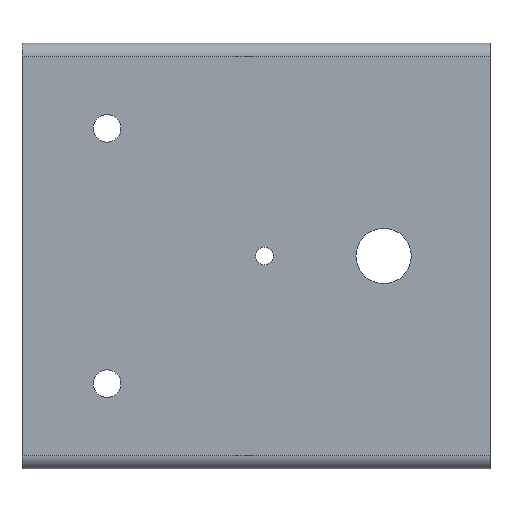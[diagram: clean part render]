
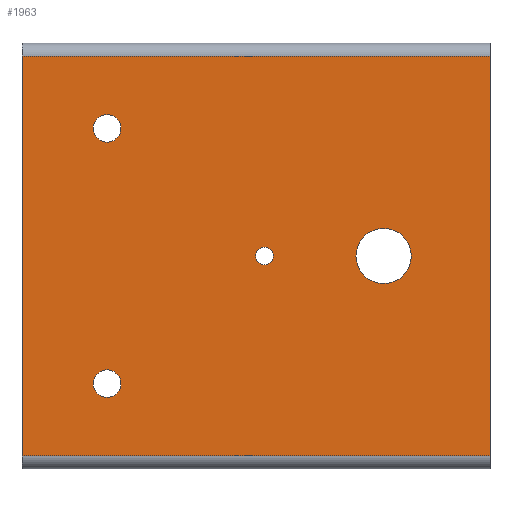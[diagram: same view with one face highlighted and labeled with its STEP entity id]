
A CAD part, front view. The second image highlights one B-rep face of the part: STEP entity #1963.
In plain terms, the highlighted planar face has unit normal (0, -1, 0).
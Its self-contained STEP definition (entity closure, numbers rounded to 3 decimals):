
#19 = CARTESIAN_POINT ( 'NONE',  ( 20., 0., -80. ) ) ;
#21 = CARTESIAN_POINT ( 'NONE',  ( 20., 0., -83.25 ) ) ;
#94 = VERTEX_POINT ( 'NONE', #153 ) ;
#138 = VERTEX_POINT ( 'NONE', #1342 ) ;
#144 = EDGE_CURVE ( 'NONE', #1542, #1073, #2197, .T. ) ;
#150 = VECTOR ( 'NONE', #1647, 1000. ) ;
#151 = AXIS2_PLACEMENT_3D ( 'NONE', #1276, #203, #1606 ) ;
#153 = CARTESIAN_POINT ( 'NONE',  ( 91.5, 0., -50. ) ) ;
#203 = DIRECTION ( 'NONE',  ( 0., 1., 0. ) ) ;
#212 = DIRECTION ( 'NONE',  ( 0., 0., -1. ) ) ;
#227 = AXIS2_PLACEMENT_3D ( 'NONE', #304, #990, #999 ) ;
#258 = AXIS2_PLACEMENT_3D ( 'NONE', #888, #376, #212 ) ;
#289 = DIRECTION ( 'NONE',  ( 1., 0., 0. ) ) ;
#302 = CARTESIAN_POINT ( 'NONE',  ( 110., 0., -97. ) ) ;
#304 = CARTESIAN_POINT ( 'NONE',  ( 20., 0., -80. ) ) ;
#308 = VERTEX_POINT ( 'NONE', #1589 ) ;
#316 = DIRECTION ( 'NONE',  ( 0., 0., -1. ) ) ;
#325 = DIRECTION ( 'NONE',  ( 0., 1., 0. ) ) ;
#328 = CIRCLE ( 'NONE', #1636, 3.25 ) ;
#329 = EDGE_LOOP ( 'NONE', ( #1527, #1339, #1946, #1862 ) ) ;
#337 = ORIENTED_EDGE ( 'NONE', *, *, #736, .F. ) ;
#353 = EDGE_LOOP ( 'NONE', ( #1540, #1246 ) ) ;
#376 = DIRECTION ( 'NONE',  ( 0., 1., 0. ) ) ;
#393 = VECTOR ( 'NONE', #557, 1000. ) ;
#397 = CIRCLE ( 'NONE', #1270, 2.1 ) ;
#403 = DIRECTION ( 'NONE',  ( 0., 1., 0. ) ) ;
#439 = AXIS2_PLACEMENT_3D ( 'NONE', #2080, #325, #316 ) ;
#523 = EDGE_CURVE ( 'NONE', #308, #582, #1340, .T. ) ;
#528 = CIRCLE ( 'NONE', #837, 2.1 ) ;
#557 = DIRECTION ( 'NONE',  ( 0., 0., 1. ) ) ;
#559 = FACE_OUTER_BOUND ( 'NONE', #329, .T. ) ;
#574 = DIRECTION ( 'NONE',  ( 0., 0., -1. ) ) ;
#576 = VERTEX_POINT ( 'NONE', #637 ) ;
#582 = VERTEX_POINT ( 'NONE', #302 ) ;
#637 = CARTESIAN_POINT ( 'NONE',  ( 0., 0., -3. ) ) ;
#680 = EDGE_LOOP ( 'NONE', ( #1345, #1806 ) ) ;
#719 = DIRECTION ( 'NONE',  ( -1., 0., 0. ) ) ;
#736 = EDGE_CURVE ( 'NONE', #1331, #1550, #528, .T. ) ;
#746 = ORIENTED_EDGE ( 'NONE', *, *, #1460, .T. ) ;
#749 = CARTESIAN_POINT ( 'NONE',  ( 57., 0., -50. ) ) ;
#753 = DIRECTION ( 'NONE',  ( 0., 0., -1. ) ) ;
#756 = LINE ( 'NONE', #1985, #150 ) ;
#818 = EDGE_CURVE ( 'NONE', #308, #576, #1783, .T. ) ;
#837 = AXIS2_PLACEMENT_3D ( 'NONE', #1905, #1934, #1375 ) ;
#848 = EDGE_LOOP ( 'NONE', ( #2084, #337 ) ) ;
#888 = CARTESIAN_POINT ( 'NONE',  ( 20., 0., -20. ) ) ;
#954 = AXIS2_PLACEMENT_3D ( 'NONE', #1763, #1596, #753 ) ;
#990 = DIRECTION ( 'NONE',  ( 0., 1., 0. ) ) ;
#999 = DIRECTION ( 'NONE',  ( 0., 0., -1. ) ) ;
#1023 = CARTESIAN_POINT ( 'NONE',  ( 110., 0., -3. ) ) ;
#1072 = PLANE ( 'NONE',  #954 ) ;
#1073 = VERTEX_POINT ( 'NONE', #21 ) ;
#1085 = DIRECTION ( 'NONE',  ( 0., 0., -1. ) ) ;
#1101 = VECTOR ( 'NONE', #289, 1000. ) ;
#1118 = EDGE_CURVE ( 'NONE', #2045, #576, #2071, .T. ) ;
#1149 = VERTEX_POINT ( 'NONE', #1738 ) ;
#1221 = EDGE_CURVE ( 'NONE', #1149, #2201, #328, .T. ) ;
#1240 = CIRCLE ( 'NONE', #258, 3.25 ) ;
#1245 = FACE_BOUND ( 'NONE', #848, .T. ) ;
#1246 = ORIENTED_EDGE ( 'NONE', *, *, #1865, .T. ) ;
#1258 = DIRECTION ( 'NONE',  ( 0., 1., 0. ) ) ;
#1270 = AXIS2_PLACEMENT_3D ( 'NONE', #749, #1592, #1085 ) ;
#1276 = CARTESIAN_POINT ( 'NONE',  ( 85., 0., -50. ) ) ;
#1293 = EDGE_CURVE ( 'NONE', #1550, #1331, #397, .T. ) ;
#1309 = CARTESIAN_POINT ( 'NONE',  ( 57., 0., -47.9 ) ) ;
#1318 = CIRCLE ( 'NONE', #1461, 3.25 ) ;
#1331 = VERTEX_POINT ( 'NONE', #1309 ) ;
#1336 = ORIENTED_EDGE ( 'NONE', *, *, #1929, .T. ) ;
#1339 = ORIENTED_EDGE ( 'NONE', *, *, #523, .T. ) ;
#1340 = LINE ( 'NONE', #2215, #1101 ) ;
#1342 = CARTESIAN_POINT ( 'NONE',  ( 78.5, 0., -50. ) ) ;
#1345 = ORIENTED_EDGE ( 'NONE', *, *, #144, .T. ) ;
#1369 = CARTESIAN_POINT ( 'NONE',  ( 57., 0., -52.1 ) ) ;
#1375 = DIRECTION ( 'NONE',  ( 0., 0., -1. ) ) ;
#1379 = CARTESIAN_POINT ( 'NONE',  ( 20., 0., -76.75 ) ) ;
#1426 = FACE_BOUND ( 'NONE', #1598, .T. ) ;
#1460 = EDGE_CURVE ( 'NONE', #138, #94, #1819, .T. ) ;
#1461 = AXIS2_PLACEMENT_3D ( 'NONE', #19, #1258, #2122 ) ;
#1464 = CIRCLE ( 'NONE', #151, 6.5 ) ;
#1527 = ORIENTED_EDGE ( 'NONE', *, *, #818, .F. ) ;
#1533 = VECTOR ( 'NONE', #719, 1000. ) ;
#1540 = ORIENTED_EDGE ( 'NONE', *, *, #1221, .T. ) ;
#1542 = VERTEX_POINT ( 'NONE', #1379 ) ;
#1550 = VERTEX_POINT ( 'NONE', #1369 ) ;
#1589 = CARTESIAN_POINT ( 'NONE',  ( 0., 0., -97. ) ) ;
#1592 = DIRECTION ( 'NONE',  ( 0., -1., 0. ) ) ;
#1596 = DIRECTION ( 'NONE',  ( 0., -1., 0. ) ) ;
#1598 = EDGE_LOOP ( 'NONE', ( #746, #1336 ) ) ;
#1606 = DIRECTION ( 'NONE',  ( 0., 0., -1. ) ) ;
#1620 = EDGE_CURVE ( 'NONE', #1073, #1542, #1318, .T. ) ;
#1622 = CARTESIAN_POINT ( 'NONE',  ( 20., 0., -20. ) ) ;
#1636 = AXIS2_PLACEMENT_3D ( 'NONE', #1622, #403, #574 ) ;
#1647 = DIRECTION ( 'NONE',  ( 0., 0., -1. ) ) ;
#1707 = EDGE_CURVE ( 'NONE', #2045, #582, #756, .T. ) ;
#1738 = CARTESIAN_POINT ( 'NONE',  ( 20., 0., -16.75 ) ) ;
#1750 = CARTESIAN_POINT ( 'NONE',  ( 0., 0., -3. ) ) ;
#1763 = CARTESIAN_POINT ( 'NONE',  ( 0., 0., 0. ) ) ;
#1783 = LINE ( 'NONE', #2162, #393 ) ;
#1806 = ORIENTED_EDGE ( 'NONE', *, *, #1620, .T. ) ;
#1809 = FACE_BOUND ( 'NONE', #353, .T. ) ;
#1819 = CIRCLE ( 'NONE', #439, 6.5 ) ;
#1862 = ORIENTED_EDGE ( 'NONE', *, *, #1118, .T. ) ;
#1865 = EDGE_CURVE ( 'NONE', #2201, #1149, #1240, .T. ) ;
#1905 = CARTESIAN_POINT ( 'NONE',  ( 57., 0., -50. ) ) ;
#1929 = EDGE_CURVE ( 'NONE', #94, #138, #1464, .T. ) ;
#1934 = DIRECTION ( 'NONE',  ( 0., -1., 0. ) ) ;
#1946 = ORIENTED_EDGE ( 'NONE', *, *, #1707, .F. ) ;
#1963 = ADVANCED_FACE ( 'NONE', ( #2103, #1809, #1245, #1426, #559 ), #1072, .T. ) ;
#1985 = CARTESIAN_POINT ( 'NONE',  ( 110., 0., 0. ) ) ;
#2045 = VERTEX_POINT ( 'NONE', #1023 ) ;
#2071 = LINE ( 'NONE', #1750, #1533 ) ;
#2080 = CARTESIAN_POINT ( 'NONE',  ( 85., 0., -50. ) ) ;
#2084 = ORIENTED_EDGE ( 'NONE', *, *, #1293, .F. ) ;
#2103 = FACE_BOUND ( 'NONE', #680, .T. ) ;
#2122 = DIRECTION ( 'NONE',  ( 0., 0., -1. ) ) ;
#2162 = CARTESIAN_POINT ( 'NONE',  ( 0., 0., 0. ) ) ;
#2190 = CARTESIAN_POINT ( 'NONE',  ( 20., 0., -23.25 ) ) ;
#2197 = CIRCLE ( 'NONE', #227, 3.25 ) ;
#2201 = VERTEX_POINT ( 'NONE', #2190 ) ;
#2215 = CARTESIAN_POINT ( 'NONE',  ( 110., 0., -97. ) ) ;
